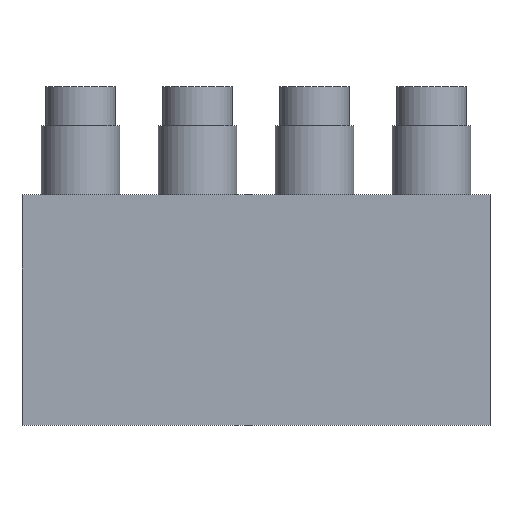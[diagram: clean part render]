
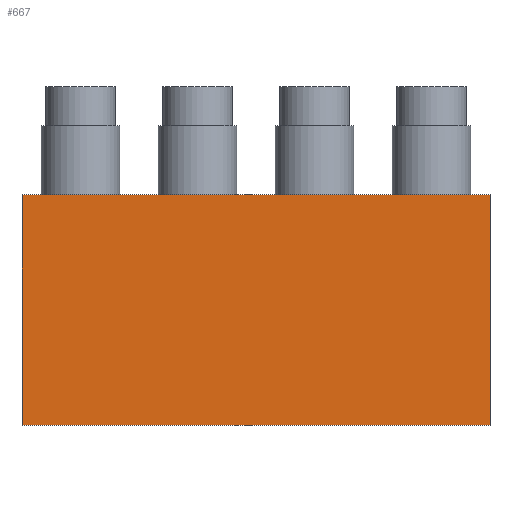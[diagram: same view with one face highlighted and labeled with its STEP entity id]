
A CAD part, top view. The second image highlights one B-rep face of the part: STEP entity #667.
In plain terms, the highlighted planar face has unit normal (0, 0, 1).
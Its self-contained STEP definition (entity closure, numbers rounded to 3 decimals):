
#48=PLANE('',#749);
#87=FACE_OUTER_BOUND('',#145,.T.);
#145=EDGE_LOOP('',(#511,#512,#513,#514));
#205=LINE('',#1099,#249);
#214=LINE('',#1116,#258);
#215=LINE('',#1119,#259);
#216=LINE('',#1120,#260);
#249=VECTOR('',#873,10.);
#258=VECTOR('',#886,10.);
#259=VECTOR('',#889,10.);
#260=VECTOR('',#890,10.);
#338=VERTEX_POINT('',#1096);
#339=VERTEX_POINT('',#1098);
#345=VERTEX_POINT('',#1114);
#346=VERTEX_POINT('',#1118);
#399=EDGE_CURVE('',#338,#339,#205,.T.);
#408=EDGE_CURVE('',#338,#345,#214,.T.);
#409=EDGE_CURVE('',#346,#345,#215,.T.);
#410=EDGE_CURVE('',#339,#346,#216,.T.);
#511=ORIENTED_EDGE('',*,*,#408,.T.);
#512=ORIENTED_EDGE('',*,*,#409,.F.);
#513=ORIENTED_EDGE('',*,*,#410,.F.);
#514=ORIENTED_EDGE('',*,*,#399,.F.);
#667=ADVANCED_FACE('',(#87),#48,.T.);
#749=AXIS2_PLACEMENT_3D('',#1117,#887,#888);
#873=DIRECTION('',(0.,1.,0.));
#886=DIRECTION('',(1.,0.,0.));
#887=DIRECTION('center_axis',(0.,0.,1.));
#888=DIRECTION('ref_axis',(0.,-1.,0.));
#889=DIRECTION('',(0.,-1.,0.));
#890=DIRECTION('',(1.,0.,0.));
#1096=CARTESIAN_POINT('',(-1.27,0.,0.74));
#1098=CARTESIAN_POINT('',(-1.27,5.,0.74));
#1099=CARTESIAN_POINT('',(-1.27,5.,0.74));
#1114=CARTESIAN_POINT('',(8.89,0.,0.74));
#1116=CARTESIAN_POINT('',(5.08,0.,0.74));
#1117=CARTESIAN_POINT('Origin',(7.62,5.,0.74));
#1118=CARTESIAN_POINT('',(8.89,5.,0.74));
#1119=CARTESIAN_POINT('',(8.89,5.,0.74));
#1120=CARTESIAN_POINT('',(7.62,5.,0.74));
